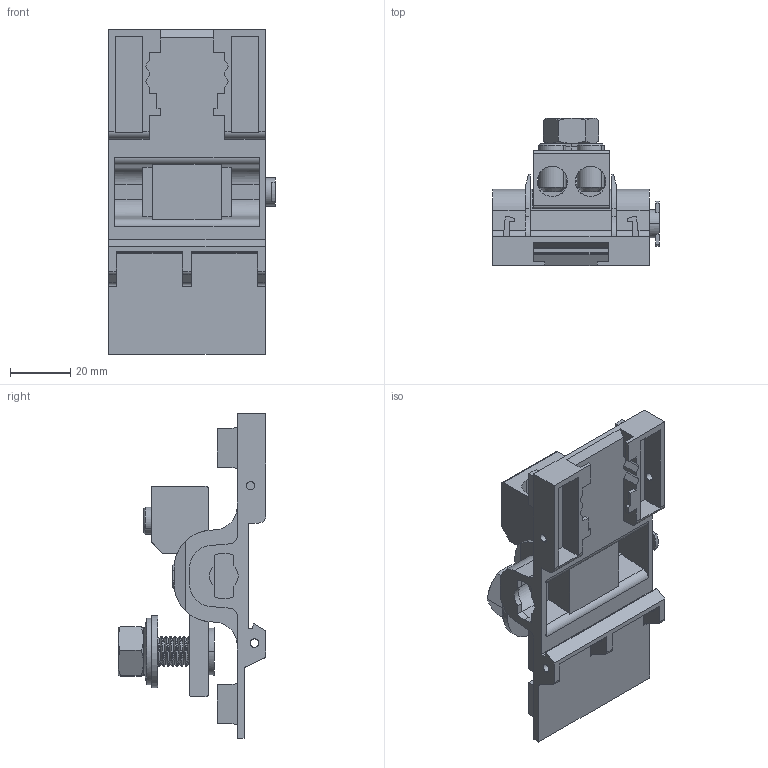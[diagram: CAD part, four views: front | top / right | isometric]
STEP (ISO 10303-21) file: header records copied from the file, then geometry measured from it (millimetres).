
FILE_DESCRIPTION(('STEP AP203'),'1');
FILE_NAME('sblt-250.stp','2024-07-01T08:56:43',('TraceParts'),('TraceParts S.A.'),'Spatial InterOp 3D',' ',' ');
FILE_SCHEMA(('CONFIG_CONTROL_DESIGN'));
Length unit declared in the file: millimetre
Products named in the file (1): 1
Bounding box: 55.45 x 49.1 x 107.95 mm (x, y, z)
Volume: 48615.6 mm3; surface area: 36040.6 mm2
Topology: 10 solids, 10 shells, 496 faces, 1308 edges, 839 vertices
Faces by surface type: plane 258, cylinder 153, cone 51, bspline 21, torus 13
Entity records: 18851 total; most frequent: CARTESIAN_POINT 6983, ORIENTED_EDGE 2616, DIRECTION 2270, EDGE_CURVE 1308, VERTEX_POINT 839, AXIS2_PLACEMENT_3D 759, LINE 752, VECTOR 752
